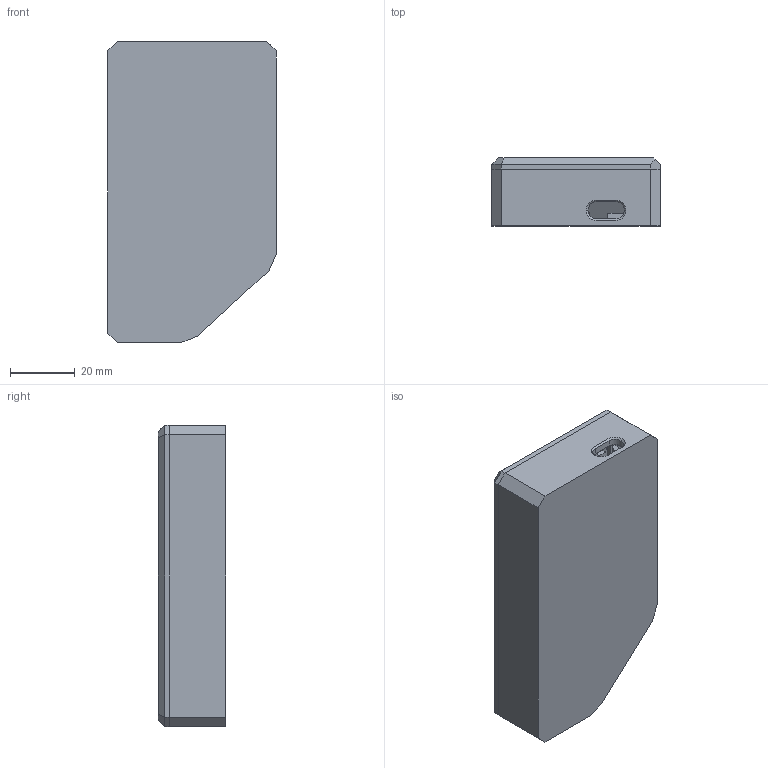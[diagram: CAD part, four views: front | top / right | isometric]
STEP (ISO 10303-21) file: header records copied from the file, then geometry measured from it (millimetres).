
FILE_DESCRIPTION(/* description */ (''),/* implementation_level */ '2;1');
FILE_NAME(/* name */ '3key_new v74.step',/* time_stamp */ '2021-01-15T13:50:10+01:00',/* author */ (''),/* organization */ (''),/* preprocessor_version */ 'ST-DEVELOPER v18.1',/* originating_system */ 'Autodesk Translation Framework v9.7.0.1280',/* authorisation */ '');
FILE_SCHEMA (('AUTOMOTIVE_DESIGN { 1 0 10303 214 3 1 1 }'));
Length unit declared in the file: millimetre
Products named in the file (1): 3key_new
Bounding box: 52.14 x 21 x 93.3 mm (x, y, z)
Volume: 25213 mm3; surface area: 29834.8 mm2
Topology: 2 solids, 2 shells, 642 faces, 1847 edges, 1213 vertices
Faces by surface type: plane 617, cylinder 20, cone 5
Full cylindrical faces by diameter (mm): 4 x6, 6 x1, 6.5 x1
Entity records: 20907 total; most frequent: CARTESIAN_POINT 3706, ORIENTED_EDGE 3692, DIRECTION 3180, EDGE_CURVE 1846, LINE 1794, VECTOR 1794, VERTEX_POINT 1213, EDGE_LOOP 813
